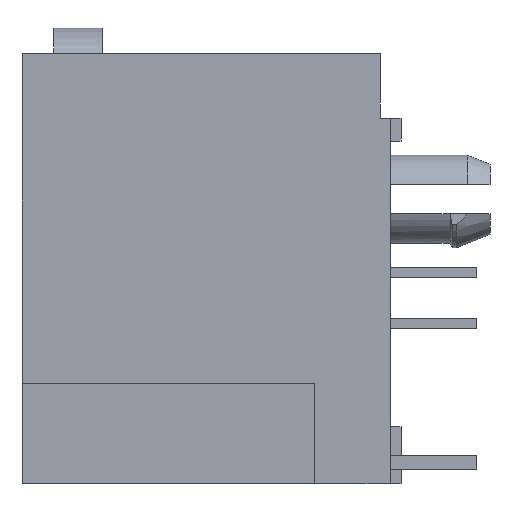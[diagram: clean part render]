
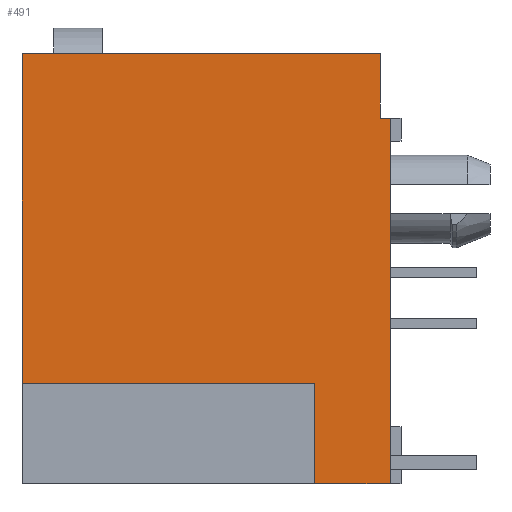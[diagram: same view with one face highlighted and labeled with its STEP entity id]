
A CAD part, left-side view. The second image highlights one B-rep face of the part: STEP entity #491.
In plain terms, the highlighted planar face has unit normal (-1, 0, 0).
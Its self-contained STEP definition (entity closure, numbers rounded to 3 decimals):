
#309 = FACE_OUTER_BOUND ( 'NONE', #5652, .T. ) ;
#491 = ADVANCED_FACE ( 'NONE', ( #309 ), #2144, .T. ) ;
#661 = CARTESIAN_POINT ( 'NONE',  ( -7.9, 0.35, 5.08 ) ) ;
#662 = CARTESIAN_POINT ( 'NONE',  ( -7.9, 12.83, 5.08 ) ) ;
#790 = CARTESIAN_POINT ( 'NONE',  ( -7.9, 0.35, 2.83 ) ) ;
#791 = CARTESIAN_POINT ( 'NONE',  ( -7.9, 2.63, -9.92 ) ) ;
#792 = CARTESIAN_POINT ( 'NONE',  ( -7.9, 12.83, -6.42 ) ) ;
#801 = CARTESIAN_POINT ( 'NONE',  ( -7.9, 2.63, -6.42 ) ) ;
#872 = CARTESIAN_POINT ( 'NONE',  ( -7.9, 0., -9.92 ) ) ;
#873 = CARTESIAN_POINT ( 'NONE',  ( -7.9, 0., 2.83 ) ) ;
#2144 = PLANE ( 'NONE',  #3296 ) ;
#2145 = CARTESIAN_POINT ( 'NONE',  ( -7.9, 12.83, -9.92 ) ) ;
#2150 = DIRECTION ( 'NONE',  ( -1., 0., 0. ) ) ;
#2151 = DIRECTION ( 'NONE',  ( 0., -1., 0. ) ) ;
#3017 = ORIENTED_EDGE ( 'NONE', *, *, #6125, .F. ) ;
#3018 = ORIENTED_EDGE ( 'NONE', *, *, #6082, .F. ) ;
#3019 = ORIENTED_EDGE ( 'NONE', *, *, #6086, .T. ) ;
#3020 = ORIENTED_EDGE ( 'NONE', *, *, #6154, .T. ) ;
#3021 = ORIENTED_EDGE ( 'NONE', *, *, #5934, .F. ) ;
#3022 = ORIENTED_EDGE ( 'NONE', *, *, #6008, .F. ) ;
#3023 = ORIENTED_EDGE ( 'NONE', *, *, #6110, .F. ) ;
#3024 = ORIENTED_EDGE ( 'NONE', *, *, #6030, .F. ) ;
#3296 = AXIS2_PLACEMENT_3D ( 'NONE', #2145, #2150, #2151 ) ;
#3675 = LINE ( 'NONE', #5017, #3678 ) ;
#3678 = VECTOR ( 'NONE', #5018, 1000. ) ;
#3811 = LINE ( 'NONE', #4267, #3814 ) ;
#3814 = VECTOR ( 'NONE', #4268, 1000. ) ;
#3854 = LINE ( 'NONE', #4312, #3857 ) ;
#3857 = VECTOR ( 'NONE', #4314, 1000. ) ;
#3956 = LINE ( 'NONE', #4381, #3958 ) ;
#3958 = VECTOR ( 'NONE', #4371, 1000. ) ;
#3963 = LINE ( 'NONE', #4427, #3966 ) ;
#3966 = VECTOR ( 'NONE', #4429, 1000. ) ;
#4009 = LINE ( 'NONE', #4477, #4012 ) ;
#4012 = VECTOR ( 'NONE', #4478, 1000. ) ;
#4037 = LINE ( 'NONE', #4508, #4040 ) ;
#4040 = VECTOR ( 'NONE', #4509, 1000. ) ;
#4092 = LINE ( 'NONE', #4570, #4095 ) ;
#4095 = VECTOR ( 'NONE', #4571, 1000. ) ;
#4267 = CARTESIAN_POINT ( 'NONE',  ( -7.9, 0.35, -9.92 ) ) ;
#4268 = DIRECTION ( 'NONE',  ( 0., 0., -1. ) ) ;
#4312 = CARTESIAN_POINT ( 'NONE',  ( -7.9, 12.83, -9.92 ) ) ;
#4314 = DIRECTION ( 'NONE',  ( 0., 0., 1. ) ) ;
#4371 = DIRECTION ( 'NONE',  ( 0., 0., 1. ) ) ;
#4381 = CARTESIAN_POINT ( 'NONE',  ( -7.9, 2.63, -9.92 ) ) ;
#4427 = CARTESIAN_POINT ( 'NONE',  ( -7.9, 12.83, -9.92 ) ) ;
#4429 = DIRECTION ( 'NONE',  ( 0., -1., 0. ) ) ;
#4477 = CARTESIAN_POINT ( 'NONE',  ( -7.9, 12.83, 5.08 ) ) ;
#4478 = DIRECTION ( 'NONE',  ( 0., -1., 0. ) ) ;
#4508 = CARTESIAN_POINT ( 'NONE',  ( -7.9, 2.63, -6.42 ) ) ;
#4509 = DIRECTION ( 'NONE',  ( 0., 1., 0. ) ) ;
#4570 = CARTESIAN_POINT ( 'NONE',  ( -7.9, 0., -9.92 ) ) ;
#4571 = DIRECTION ( 'NONE',  ( 0., 0., 1. ) ) ;
#5017 = CARTESIAN_POINT ( 'NONE',  ( -7.9, 12.83, 2.83 ) ) ;
#5018 = DIRECTION ( 'NONE',  ( 0., -1., 0. ) ) ;
#5334 = VERTEX_POINT ( 'NONE', #661 ) ;
#5335 = VERTEX_POINT ( 'NONE', #662 ) ;
#5463 = VERTEX_POINT ( 'NONE', #790 ) ;
#5464 = VERTEX_POINT ( 'NONE', #791 ) ;
#5465 = VERTEX_POINT ( 'NONE', #792 ) ;
#5474 = VERTEX_POINT ( 'NONE', #801 ) ;
#5545 = VERTEX_POINT ( 'NONE', #872 ) ;
#5546 = VERTEX_POINT ( 'NONE', #873 ) ;
#5652 = EDGE_LOOP ( 'NONE', ( #3017, #3018, #3019, #3020, #3021, #3022, #3023, #3024 ) ) ;
#5934 = EDGE_CURVE ( 'NONE', #5463, #5546, #3675, .T. ) ;
#6008 = EDGE_CURVE ( 'NONE', #5334, #5463, #3811, .T. ) ;
#6030 = EDGE_CURVE ( 'NONE', #5465, #5335, #3854, .T. ) ;
#6082 = EDGE_CURVE ( 'NONE', #5464, #5474, #3956, .T. ) ;
#6086 = EDGE_CURVE ( 'NONE', #5464, #5545, #3963, .T. ) ;
#6110 = EDGE_CURVE ( 'NONE', #5335, #5334, #4009, .T. ) ;
#6125 = EDGE_CURVE ( 'NONE', #5474, #5465, #4037, .T. ) ;
#6154 = EDGE_CURVE ( 'NONE', #5545, #5546, #4092, .T. ) ;
